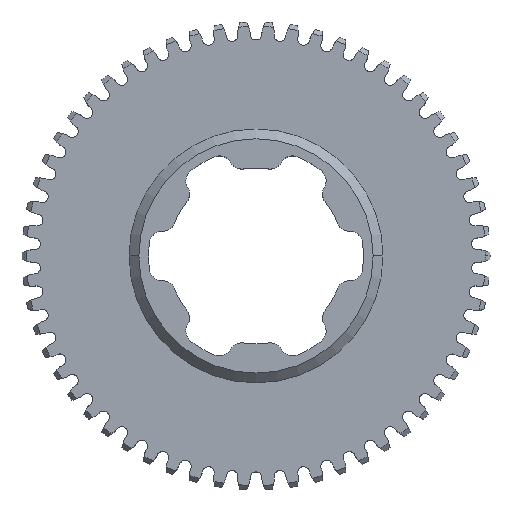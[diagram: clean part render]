
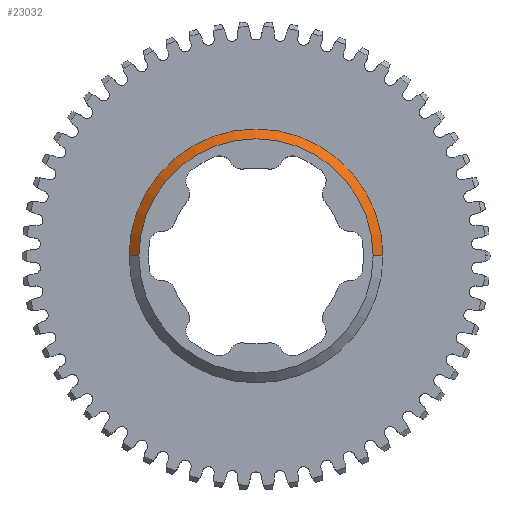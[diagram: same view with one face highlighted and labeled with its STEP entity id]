
A CAD part, top view. The second image highlights one B-rep face of the part: STEP entity #23032.
In plain terms, the highlighted conical face has half-angle 45 degrees and reference radius 20.637 mm.
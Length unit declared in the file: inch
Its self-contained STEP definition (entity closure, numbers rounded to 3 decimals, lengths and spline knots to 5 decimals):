
#614 = DIRECTION ( 'NONE',  ( -1., 0., 0. ) ) ;
#1635 = VECTOR ( 'NONE', #19725, 39.37008 ) ;
#2709 = CARTESIAN_POINT ( 'NONE',  ( 0., 0., 0.25 ) ) ;
#5032 = CARTESIAN_POINT ( 'NONE',  ( 0.75, 0., 0.25 ) ) ;
#5392 = CARTESIAN_POINT ( 'NONE',  ( -0.8125, 0., 0.1875 ) ) ;
#5828 = CARTESIAN_POINT ( 'NONE',  ( 0., 0., 0.1875 ) ) ;
#6745 = CARTESIAN_POINT ( 'NONE',  ( -0.8125, 0., 0.1875 ) ) ;
#6911 = VERTEX_POINT ( 'NONE', #28006 ) ;
#7189 = DIRECTION ( 'NONE',  ( -1., 0., 0. ) ) ;
#7192 = CIRCLE ( 'NONE', #24836, 0.75 ) ;
#7739 = EDGE_CURVE ( 'NONE', #17102, #6911, #21368, .T. ) ;
#7817 = VECTOR ( 'NONE', #20750, 39.37008 ) ;
#7914 = EDGE_CURVE ( 'NONE', #18417, #12074, #18506, .T. ) ;
#9565 = DIRECTION ( 'NONE',  ( 0., 0., -1. ) ) ;
#10916 = CARTESIAN_POINT ( 'NONE',  ( 0.8125, 0., 0.1875 ) ) ;
#12074 = VERTEX_POINT ( 'NONE', #5392 ) ;
#12375 = AXIS2_PLACEMENT_3D ( 'NONE', #27054, #23305, #7189 ) ;
#14018 = ORIENTED_EDGE ( 'NONE', *, *, #7739, .T. ) ;
#14934 = DIRECTION ( 'NONE',  ( 0., 0., -1. ) ) ;
#14950 = ORIENTED_EDGE ( 'NONE', *, *, #20809, .T. ) ;
#15074 = CIRCLE ( 'NONE', #22695, 0.8125 ) ;
#17102 = VERTEX_POINT ( 'NONE', #5032 ) ;
#17959 = FACE_OUTER_BOUND ( 'NONE', #27746, .T. ) ;
#18417 = VERTEX_POINT ( 'NONE', #18512 ) ;
#18506 = LINE ( 'NONE', #6745, #7817 ) ;
#18512 = CARTESIAN_POINT ( 'NONE',  ( -0.75, 0., 0.25 ) ) ;
#19725 = DIRECTION ( 'NONE',  ( 0.707, 0., -0.707 ) ) ;
#20750 = DIRECTION ( 'NONE',  ( -0.707, 0., -0.707 ) ) ;
#20809 = EDGE_CURVE ( 'NONE', #18417, #17102, #7192, .T. ) ;
#21368 = LINE ( 'NONE', #10916, #1635 ) ;
#22695 = AXIS2_PLACEMENT_3D ( 'NONE', #5828, #14934, #26563 ) ;
#23032 = ADVANCED_FACE ( 'NONE', ( #17959 ), #28569, .T. ) ;
#23305 = DIRECTION ( 'NONE',  ( 0., 0., -1. ) ) ;
#24836 = AXIS2_PLACEMENT_3D ( 'NONE', #2709, #9565, #614 ) ;
#26140 = ORIENTED_EDGE ( 'NONE', *, *, #28304, .F. ) ;
#26563 = DIRECTION ( 'NONE',  ( 1., 0., 0. ) ) ;
#27054 = CARTESIAN_POINT ( 'NONE',  ( 0., 0., 0.1875 ) ) ;
#27313 = ORIENTED_EDGE ( 'NONE', *, *, #7914, .F. ) ;
#27746 = EDGE_LOOP ( 'NONE', ( #14950, #14018, #26140, #27313 ) ) ;
#28006 = CARTESIAN_POINT ( 'NONE',  ( 0.8125, 0., 0.1875 ) ) ;
#28304 = EDGE_CURVE ( 'NONE', #12074, #6911, #15074, .T. ) ;
#28569 = CONICAL_SURFACE ( 'NONE', #12375, 0.8125, 0.785 ) ;
